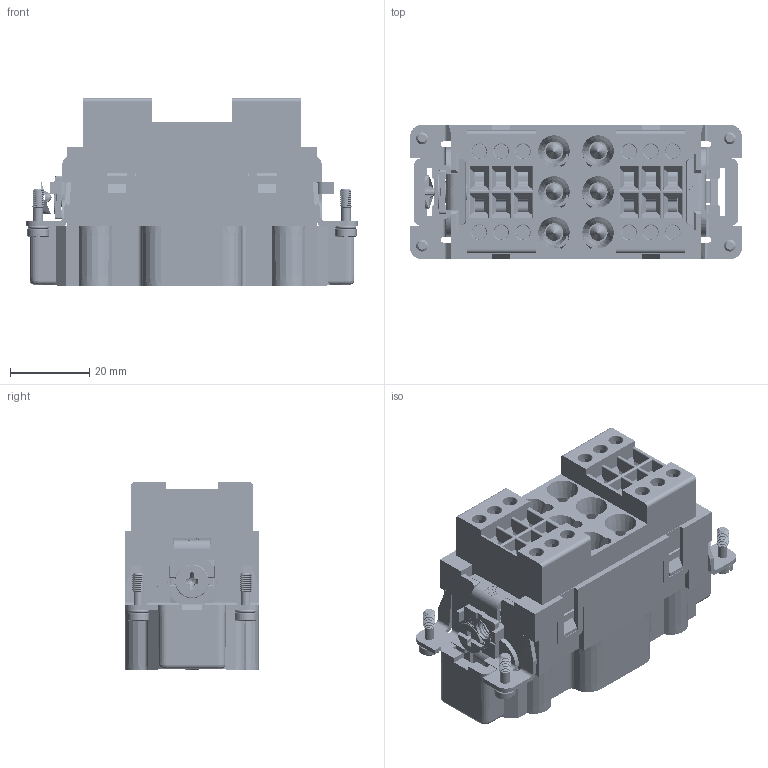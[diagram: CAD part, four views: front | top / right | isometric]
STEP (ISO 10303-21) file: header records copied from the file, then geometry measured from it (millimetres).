
FILE_DESCRIPTION(/* description */ (''),/* implementation_level */ '2;1');
FILE_NAME(/* name */ 'HK-006.1-12-M.stp',/* time_stamp */ '2023-09-18T13:31:22+08:00',/* author */ (''),/* organization */ (''),/* preprocessor_version */ 'ST-DEVELOPER v16',/* originating_system */ 'SIEMENS PLM Software NX 10.0',/* authorisation */ '');
FILE_SCHEMA (('AUTOMOTIVE_DESIGN { 1 0 10303 214 3 1 1 1 }'));
Products named in the file (1): Admi16F8F3C4ysvw
Bounding box: 83.6 x 33.8 x 47.3 mm (x, y, z)
Volume: 431.4 mm3; surface area: 66248 mm2
Topology: 3 solids, 10 shells, 4535 faces, 13622 edges, 8894 vertices
Faces by surface type: plane 2871, cylinder 1180, cone 183, torus 153, bspline 124, sphere 22, extrusion 2
Full cylindrical faces by diameter (mm): 0.8 x12, 1.6 x12, 1.75 x12, 1.8 x12, 2.1 x24, 2.25 x6, 2.4 x20, 2.5 x12, 2.6 x24, 2.75 x6, 3 x2, 3.2 x36, 3.4 x12, 3.65 x12, 3.8 x12, 4 x18, 4.6 x1, 4.8 x6, 5 x1, 5.4 x4, 5.5 x6, 6 x8, 6.3 x12, 7.3 x6, 7.8 x6, 8.5 x2, 9 x6, 9.3 x6
Entity records: 229193 total; most frequent: CARTESIAN_POINT 113106, ORIENTED_EDGE 25426, DIRECTION 22120, EDGE_CURVE 12713, VERTEX_POINT 8510, VECTOR 8026, LINE 8024, AXIS2_PLACEMENT_3D 7047
